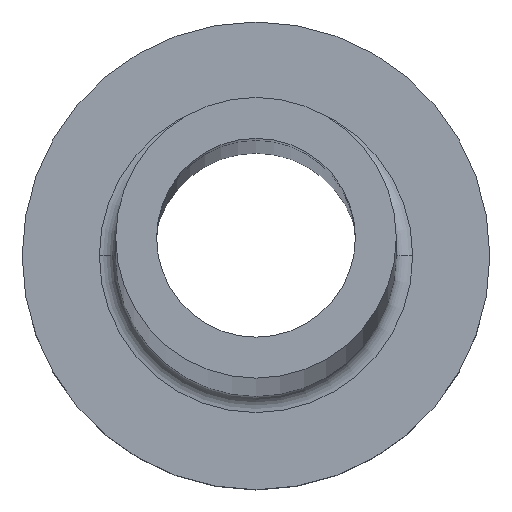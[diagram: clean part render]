
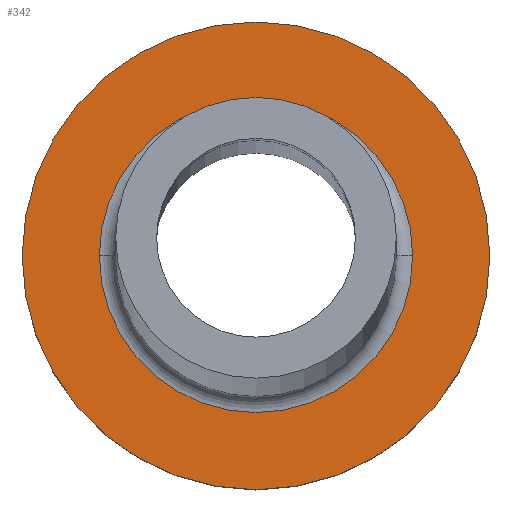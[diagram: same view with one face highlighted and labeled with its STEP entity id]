
A CAD part, top view. The second image highlights one B-rep face of the part: STEP entity #342.
In plain terms, the highlighted planar face has unit normal (0, 0, 1).
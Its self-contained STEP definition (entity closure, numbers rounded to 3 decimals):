
#8 = AXIS2_PLACEMENT_3D ( 'NONE', #250, #175, #104 ) ;
#33 = ORIENTED_EDGE ( 'NONE', *, *, #54, .T. ) ;
#39 = DIRECTION ( 'NONE',  ( 1., 0., 0. ) ) ;
#40 = CARTESIAN_POINT ( 'NONE',  ( 0., 0., 7. ) ) ;
#45 = EDGE_CURVE ( 'NONE', #164, #204, #216, .T. ) ;
#54 = EDGE_CURVE ( 'NONE', #392, #350, #108, .T. ) ;
#66 = DIRECTION ( 'NONE',  ( 0., 0., -1. ) ) ;
#78 = DIRECTION ( 'NONE',  ( 1., 0., 0. ) ) ;
#89 = FACE_BOUND ( 'NONE', #433, .T. ) ;
#104 = DIRECTION ( 'NONE',  ( 1., 0., 0. ) ) ;
#108 = CIRCLE ( 'NONE', #8, 10. ) ;
#150 = ORIENTED_EDGE ( 'NONE', *, *, #324, .T. ) ;
#159 = AXIS2_PLACEMENT_3D ( 'NONE', #421, #264, #196 ) ;
#164 = VERTEX_POINT ( 'NONE', #180 ) ;
#168 = EDGE_LOOP ( 'NONE', ( #150, #33 ) ) ;
#175 = DIRECTION ( 'NONE',  ( 0., 0., 1. ) ) ;
#180 = CARTESIAN_POINT ( 'NONE',  ( -6.7, 0., 7. ) ) ;
#184 = AXIS2_PLACEMENT_3D ( 'NONE', #389, #380, #198 ) ;
#196 = DIRECTION ( 'NONE',  ( 1., 0., 0. ) ) ;
#198 = DIRECTION ( 'NONE',  ( 1., 0., 0. ) ) ;
#204 = VERTEX_POINT ( 'NONE', #234 ) ;
#216 = CIRCLE ( 'NONE', #318, 6.7 ) ;
#223 = CARTESIAN_POINT ( 'NONE',  ( -10., 0., 7. ) ) ;
#229 = ORIENTED_EDGE ( 'NONE', *, *, #45, .T. ) ;
#232 = PLANE ( 'NONE',  #184 ) ;
#234 = CARTESIAN_POINT ( 'NONE',  ( 6.7, 0., 7. ) ) ;
#247 = CARTESIAN_POINT ( 'NONE',  ( 0., 0., 7. ) ) ;
#250 = CARTESIAN_POINT ( 'NONE',  ( 0., 0., 7. ) ) ;
#264 = DIRECTION ( 'NONE',  ( 0., 0., 1. ) ) ;
#318 = AXIS2_PLACEMENT_3D ( 'NONE', #40, #363, #78 ) ;
#321 = CIRCLE ( 'NONE', #453, 6.7 ) ;
#323 = ORIENTED_EDGE ( 'NONE', *, *, #408, .T. ) ;
#324 = EDGE_CURVE ( 'NONE', #350, #392, #422, .T. ) ;
#342 = ADVANCED_FACE ( 'NONE', ( #89, #447 ), #232, .T. ) ;
#350 = VERTEX_POINT ( 'NONE', #223 ) ;
#363 = DIRECTION ( 'NONE',  ( 0., 0., -1. ) ) ;
#380 = DIRECTION ( 'NONE',  ( 0., 0., 1. ) ) ;
#389 = CARTESIAN_POINT ( 'NONE',  ( 0., 0., 7. ) ) ;
#392 = VERTEX_POINT ( 'NONE', #397 ) ;
#397 = CARTESIAN_POINT ( 'NONE',  ( 10., 0., 7. ) ) ;
#408 = EDGE_CURVE ( 'NONE', #204, #164, #321, .T. ) ;
#421 = CARTESIAN_POINT ( 'NONE',  ( 0., 0., 7. ) ) ;
#422 = CIRCLE ( 'NONE', #159, 10. ) ;
#433 = EDGE_LOOP ( 'NONE', ( #323, #229 ) ) ;
#447 = FACE_OUTER_BOUND ( 'NONE', #168, .T. ) ;
#453 = AXIS2_PLACEMENT_3D ( 'NONE', #247, #66, #39 ) ;
